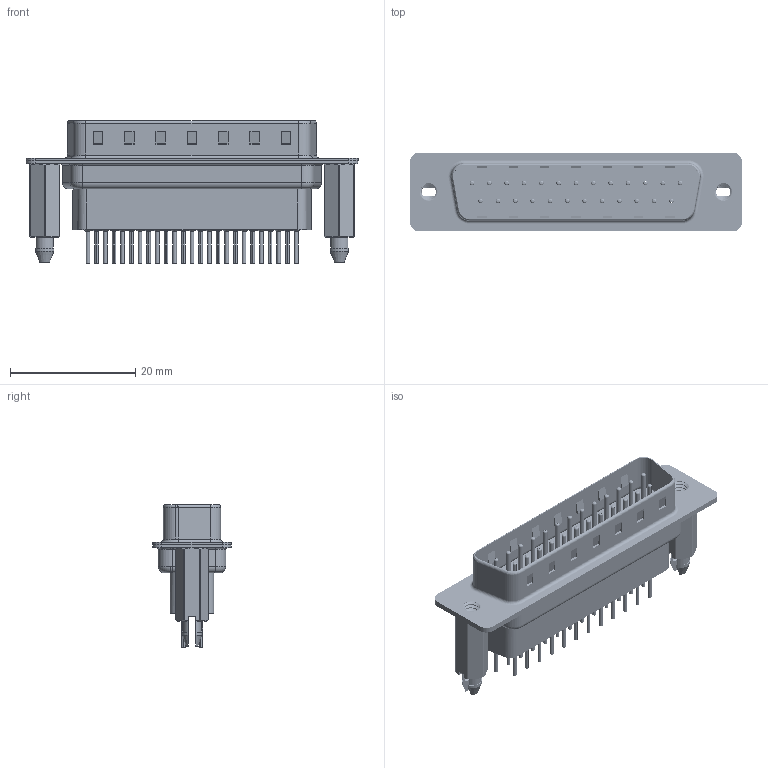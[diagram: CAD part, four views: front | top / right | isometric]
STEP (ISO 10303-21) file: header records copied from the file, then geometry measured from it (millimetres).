
FILE_DESCRIPTION (( 'STEP AP203' ), '1' );
FILE_NAME ('627-025-241-276.STEP', '2020-07-14T18:06:22', ( '' ), ( '' ), 'SwSTEP 2.0', 'SolidWorks 2020', '' );
FILE_SCHEMA (( 'CONFIG_CONTROL_DESIGN' ));
Length unit declared in the file: millimetre
Products named in the file (7): 627 Shell Front_25 Contacts; 627-025-241-276; 627 4-40 Threaded Boardlock_HP41; 627 Contact Row 1_41; 627 Shell Rear_25 Contacts; 627 Housing_25 HP; 627 Contact Row 2_41
Assembly tree (30 placements, depth 2):
  627-025-241-276
    627 Housing_25 HP
    627 Shell Front_25 Contacts
    627 Shell Rear_25 Contacts
    627 Contact Row 1_41  x13
    627 Contact Row 2_41  x12
    627 4-40 Threaded Boardlock_HP41  x2
Bounding box: 53 x 12.6 x 22.8 mm (x, y, z)
Volume: 4090.5 mm3; surface area: 10546.7 mm2
Topology: 30 solids, 30 shells, 2934 faces, 7641 edges, 4801 vertices
Faces by surface type: cylinder 1128, plane 803, torus 731, cone 266, bspline 6
Entity records: 27734 total; most frequent: CARTESIAN_POINT 7062, DIRECTION 4249, ORIENTED_EDGE 3926, EDGE_CURVE 1963, AXIS2_PLACEMENT_3D 1666, VERTEX_POINT 1256, EDGE_LOOP 927, VECTOR 917
